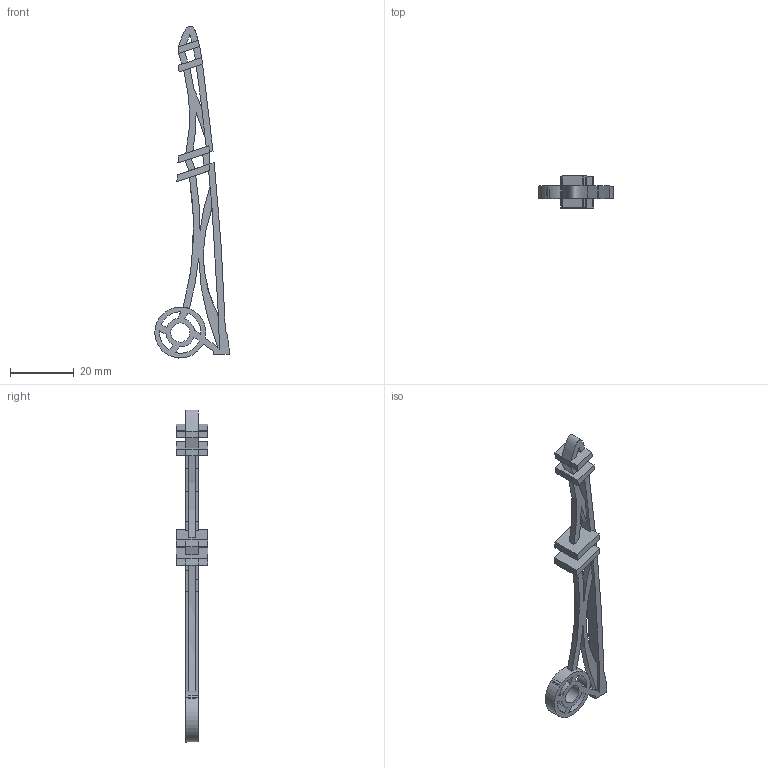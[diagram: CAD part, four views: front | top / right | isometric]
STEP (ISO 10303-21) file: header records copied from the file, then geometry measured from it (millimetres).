
FILE_DESCRIPTION(/* description */ (''),/* implementation_level */ '2;1');
FILE_NAME(/* name */ 'Tige-arriere.step',/* time_stamp */ '2022-12-23T11:48:24+01:00',/* author */ (''),/* organization */ (''),/* preprocessor_version */ 'ST-DEVELOPER v19.2',/* originating_system */ 'Autodesk Translation Framework v11.17.0.187',/* authorisation */ '');
FILE_SCHEMA (('AUTOMOTIVE_DESIGN { 1 0 10303 214 3 1 1 }'));
Length unit declared in the file: millimetre
Products named in the file (2): V-12-Ot-Bott; Tige-arriere (1)
Assembly tree (1 placements, depth 2):
  V-12-Ot-Bott
    Tige-arriere (1)
Bounding box: 23.32 x 10 x 104.04 mm (x, y, z)
Volume: 2638.8 mm3; surface area: 3957.1 mm2
Topology: 2 solids, 2 shells, 135 faces, 404 edges, 264 vertices
Faces by surface type: bspline 68, plane 54, cylinder 13
Full cylindrical faces by diameter (mm): 6 x1
Entity records: 6184 total; most frequent: CARTESIAN_POINT 3081, ORIENTED_EDGE 808, EDGE_CURVE 404, DIRECTION 393, VERTEX_POINT 264, LINE 193, VECTOR 193, EDGE_LOOP 152
